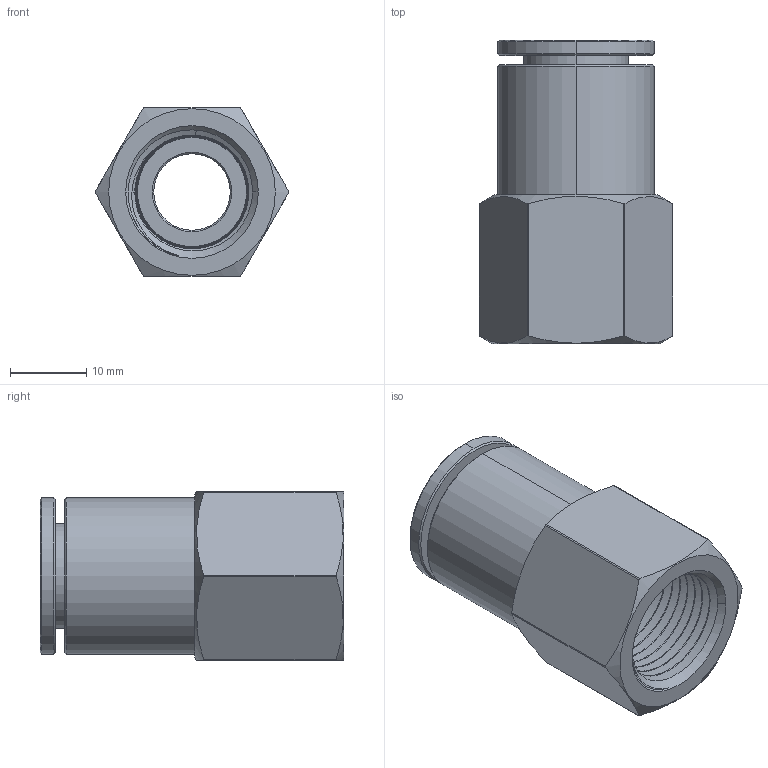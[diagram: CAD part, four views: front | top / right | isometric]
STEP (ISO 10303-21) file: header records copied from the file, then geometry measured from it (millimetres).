
FILE_DESCRIPTION (( 'STEP AP203' ), '1' );
FILE_NAME ('FCS12R3-8W.step', '2016-12-28T21:49:38', ( '' ), ( '' ), 'SwSTEP 2.0', 'SolidWorks 2016', '' );
FILE_SCHEMA (( 'CONFIG_CONTROL_DESIGN' ));
Length unit declared in the file: millimetre
Products named in the file (1): FCS12R3-8W
Bounding box: 25.34 x 39.71 x 22 mm (x, y, z)
Volume: 8533.2 mm3; surface area: 8710.9 mm2
Topology: 5 solids, 5 shells, 439 faces, 1236 edges, 811 vertices
Faces by surface type: plane 151, cone 146, bspline 78, cylinder 64
Entity records: 17994 total; most frequent: CARTESIAN_POINT 7669, ORIENTED_EDGE 2472, DIRECTION 1739, EDGE_CURVE 1236, VERTEX_POINT 811, AXIS2_PLACEMENT_3D 711, B_SPLINE_CURVE_WITH_KNOTS 570, EDGE_LOOP 453
